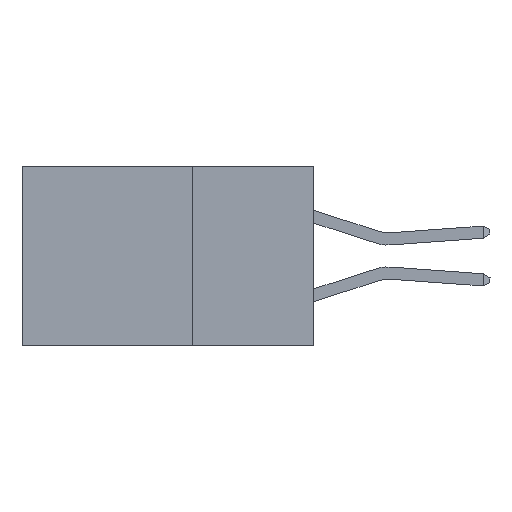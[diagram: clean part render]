
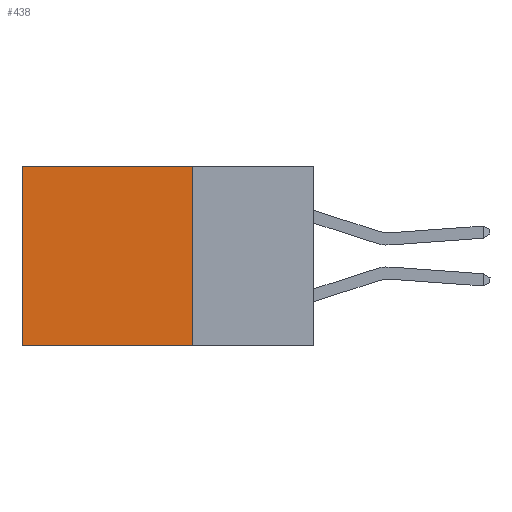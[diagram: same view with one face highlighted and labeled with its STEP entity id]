
A CAD part, left-side view. The second image highlights one B-rep face of the part: STEP entity #438.
In plain terms, the highlighted planar face has unit normal (-1, 0, 0).
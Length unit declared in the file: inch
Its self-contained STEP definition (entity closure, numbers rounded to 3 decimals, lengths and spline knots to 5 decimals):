
#360 = DIRECTION ( 'NONE',  ( 1., 0., 0. ) ) ;
#366 = LINE ( 'NONE', #11037, #3330 ) ;
#438 = ADVANCED_FACE ( 'NONE', ( #11005 ), #10368, .F. ) ;
#778 = LINE ( 'NONE', #5997, #10556 ) ;
#864 = CARTESIAN_POINT ( 'NONE',  ( 0.2875, 0.6, -0.37 ) ) ;
#1078 = LINE ( 'NONE', #9071, #10786 ) ;
#1275 = VERTEX_POINT ( 'NONE', #4808 ) ;
#1666 = ORIENTED_EDGE ( 'NONE', *, *, #5262, .T. ) ;
#1700 = EDGE_CURVE ( 'NONE', #9050, #9482, #3400, .T. ) ;
#3330 = VECTOR ( 'NONE', #11080, 39.37008 ) ;
#3400 = LINE ( 'NONE', #7555, #8119 ) ;
#3929 = VERTEX_POINT ( 'NONE', #8443 ) ;
#4808 = CARTESIAN_POINT ( 'NONE',  ( 0.2875, 0.25, -0.37 ) ) ;
#5145 = EDGE_LOOP ( 'NONE', ( #11078, #11026, #7411, #1666 ) ) ;
#5262 = EDGE_CURVE ( 'NONE', #3929, #9050, #366, .T. ) ;
#5519 = AXIS2_PLACEMENT_3D ( 'NONE', #10952, #360, #10370 ) ;
#5997 = CARTESIAN_POINT ( 'NONE',  ( 0.2875, 0.25, 0. ) ) ;
#6310 = DIRECTION ( 'NONE',  ( 0., 1., 0. ) ) ;
#6916 = CARTESIAN_POINT ( 'NONE',  ( 0.2875, 0.6, 0. ) ) ;
#7411 = ORIENTED_EDGE ( 'NONE', *, *, #7706, .F. ) ;
#7544 = DIRECTION ( 'NONE',  ( 0., 0., -1. ) ) ;
#7555 = CARTESIAN_POINT ( 'NONE',  ( 0.2875, 0.6, 0. ) ) ;
#7706 = EDGE_CURVE ( 'NONE', #3929, #1275, #778, .T. ) ;
#8119 = VECTOR ( 'NONE', #7544, 39.37008 ) ;
#8443 = CARTESIAN_POINT ( 'NONE',  ( 0.2875, 0.25, 0. ) ) ;
#8821 = DIRECTION ( 'NONE',  ( 0., 0., -1. ) ) ;
#9050 = VERTEX_POINT ( 'NONE', #6916 ) ;
#9071 = CARTESIAN_POINT ( 'NONE',  ( 0.2875, 0.25, -0.37 ) ) ;
#9482 = VERTEX_POINT ( 'NONE', #864 ) ;
#10194 = EDGE_CURVE ( 'NONE', #1275, #9482, #1078, .T. ) ;
#10368 = PLANE ( 'NONE',  #5519 ) ;
#10370 = DIRECTION ( 'NONE',  ( 0., 0., -1. ) ) ;
#10556 = VECTOR ( 'NONE', #8821, 39.37008 ) ;
#10786 = VECTOR ( 'NONE', #6310, 39.37008 ) ;
#10952 = CARTESIAN_POINT ( 'NONE',  ( 0.2875, 0.25, 0. ) ) ;
#11005 = FACE_OUTER_BOUND ( 'NONE', #5145, .T. ) ;
#11026 = ORIENTED_EDGE ( 'NONE', *, *, #10194, .F. ) ;
#11037 = CARTESIAN_POINT ( 'NONE',  ( 0.2875, 0.25, 0. ) ) ;
#11078 = ORIENTED_EDGE ( 'NONE', *, *, #1700, .T. ) ;
#11080 = DIRECTION ( 'NONE',  ( 0., 1., 0. ) ) ;
